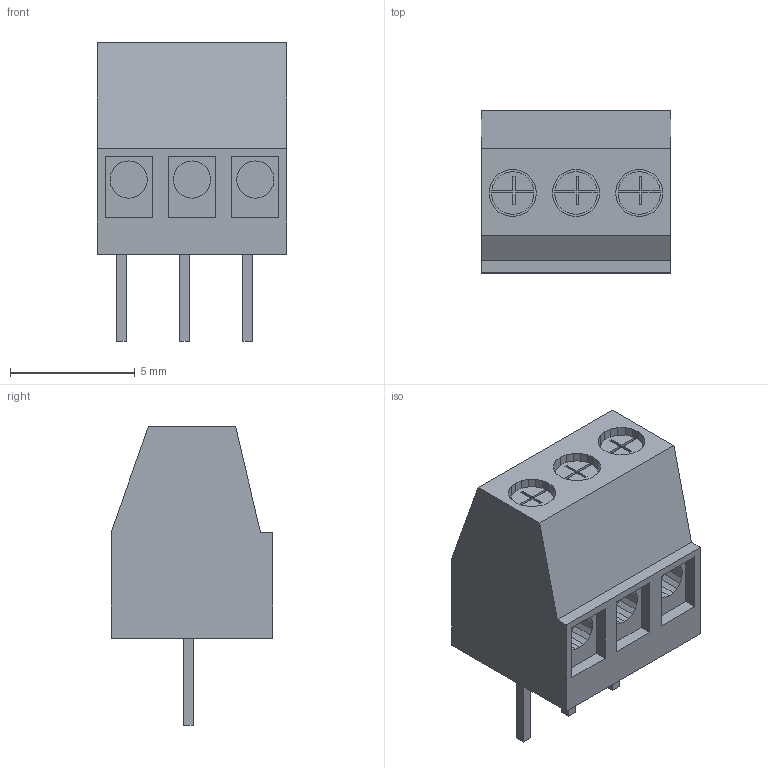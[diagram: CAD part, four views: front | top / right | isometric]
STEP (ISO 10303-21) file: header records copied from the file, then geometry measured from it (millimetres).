
FILE_DESCRIPTION(('FreeCAD Model'),'2;1');
FILE_NAME('TerminalBlock_1x03_P2_54mm_Horizontal.step', '2020-11-27T13:40:11',('kicad StepUp'),('ksu MCAD'), 'Open CASCADE STEP processor 7.4','FreeCAD','Unknown');
FILE_SCHEMA(('AUTOMOTIVE_DESIGN { 1 0 10303 214 1 1 1 1 }'));
Length unit declared in the file: millimetre
Products named in the file (1): TerminalBlock_1x03_P2_54mm_Horizontal
Bounding box: 7.62 x 6.5 x 12 mm (x, y, z)
Volume: 342 mm3; surface area: 436.6 mm2
Topology: 7 solids, 13 shells, 465 faces, 1281 edges, 854 vertices
Faces by surface type: plane 465
Entity records: 17720 total; most frequent: CARTESIAN_POINT 2601, ORIENTED_EDGE 2562, DIRECTION 2213, EDGE_CURVE 1281, LINE 1281, VECTOR 1281, VERTEX_POINT 854, FACE_BOUND 477
